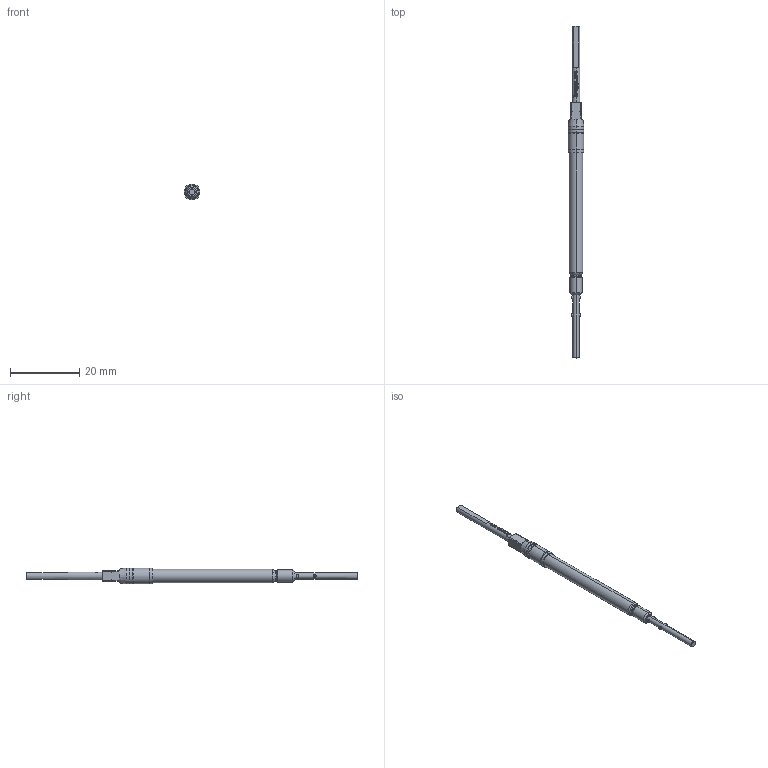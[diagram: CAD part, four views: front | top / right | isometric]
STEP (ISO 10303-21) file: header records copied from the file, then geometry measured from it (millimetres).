
FILE_DESCRIPTION (( 'STEP AP203' ), '1' );
FILE_NAME ('INGUN_VF5-320_180_A_096_15.STEP', '2021-02-17T13:11:04', ( '' ), ( '' ), 'SwSTEP 2.0', 'SolidWorks 2018', '' );
FILE_SCHEMA (( 'CONFIG_CONTROL_DESIGN' ));
Length unit declared in the file: millimetre
Products named in the file (1): INGUN_VF5-320_180_A_096_15
Bounding box: 4.6 x 96 x 4.6 mm (x, y, z)
Volume: 824.3 mm3; surface area: 1006.6 mm2
Topology: 1 solids, 1 shells, 201 faces, 518 edges, 328 vertices
Faces by surface type: plane 76, cylinder 55, cone 40, bspline 22, torus 8
Entity records: 6569 total; most frequent: CARTESIAN_POINT 1748, ORIENTED_EDGE 1036, DIRECTION 946, EDGE_CURVE 518, AXIS2_PLACEMENT_3D 374, VERTEX_POINT 328, EDGE_LOOP 210, ADVANCED_FACE 201
